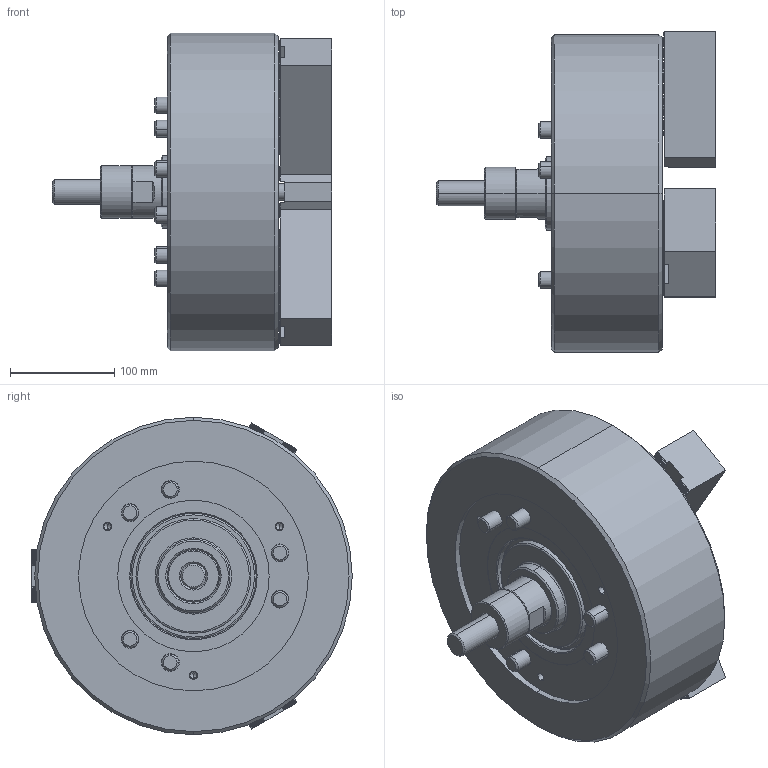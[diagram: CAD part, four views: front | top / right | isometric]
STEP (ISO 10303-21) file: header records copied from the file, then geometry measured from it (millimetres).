
FILE_DESCRIPTION (( 'STEP AP203' ), '1' );
FILE_NAME ('CF-3M-12.STEP', '2020-01-03T02:26:56', ( 'temp' ), ( '' ), 'SwSTEP 2.0', 'SolidWorks 2016', '' );
FILE_SCHEMA (( 'CONFIG_CONTROL_DESIGN' ));
Length unit declared in the file: metre
Products named in the file (11): CF-3M-12-05000; CF-3M-12-06000; CF-3M-12-07000; CF-3M-12-01000; 圓頭內六角螺栓_M16x100; CF-3M-12-02000; CF-3M-12; CF-3M-12-04000; 半圓頭六角孔螺栓_M5x12; SJ-12H; M16x40
Assembly tree (24 placements, depth 2):
  CF-3M-12
    CF-3M-12-01000
    CF-3M-12-02000
    CF-3M-12-04000
    半圓頭六角孔螺栓_M5x12  x3
    SJ-12H  x3
    M16x40  x6
    CF-3M-12-05000
    CF-3M-12-06000
    CF-3M-12-07000
    圓頭內六角螺栓_M16x100  x6
Bounding box: 267.2 x 306.75 x 304 mm (x, y, z)
Volume: 8097534 mm3; surface area: 622065.5 mm2
Topology: 24 solids, 24 shells, 2345 faces, 6505 edges, 4241 vertices
Faces by surface type: plane 1536, cylinder 611, cone 182, torus 16
Entity records: 30374 total; most frequent: CARTESIAN_POINT 6080, ORIENTED_EDGE 4978, DIRECTION 4513, EDGE_CURVE 2489, VECTOR 1687, LINE 1687, VERTEX_POINT 1624, AXIS2_PLACEMENT_3D 1413
